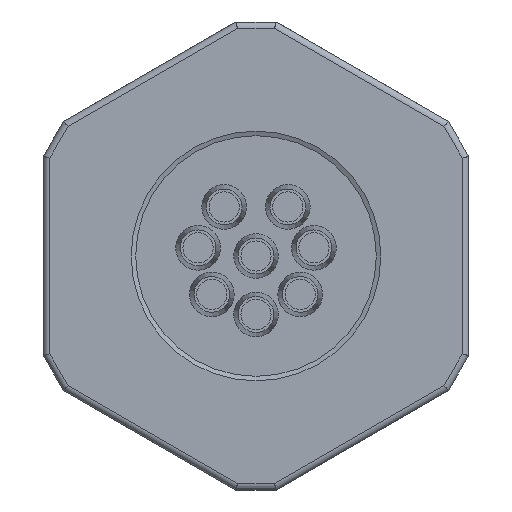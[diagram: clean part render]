
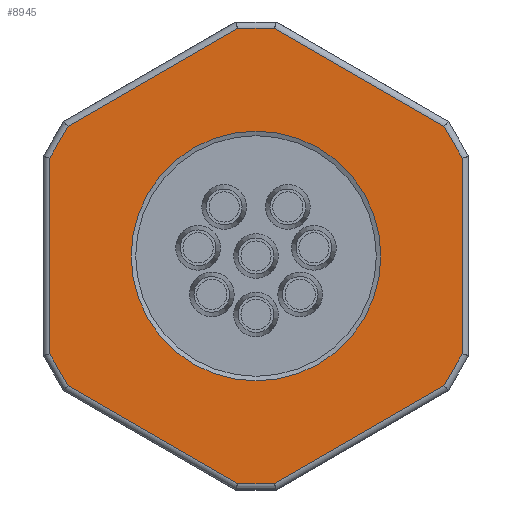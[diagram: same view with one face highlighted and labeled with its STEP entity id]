
A CAD part, left-side view. The second image highlights one B-rep face of the part: STEP entity #8945.
In plain terms, the highlighted planar face has unit normal (-1, 0, 0).
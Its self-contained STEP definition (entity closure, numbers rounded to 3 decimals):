
#571=LINE('',#19853,#1348);
#572=LINE('',#19856,#1349);
#573=LINE('',#19858,#1350);
#574=LINE('',#19860,#1351);
#575=LINE('',#19862,#1352);
#576=LINE('',#19864,#1353);
#577=LINE('',#19866,#1354);
#578=LINE('',#19868,#1355);
#579=LINE('',#19870,#1356);
#580=LINE('',#19872,#1357);
#581=LINE('',#19874,#1358);
#582=LINE('',#19876,#1359);
#1348=VECTOR('',#11271,1000.);
#1349=VECTOR('',#11272,1000.);
#1350=VECTOR('',#11273,1000.);
#1351=VECTOR('',#11274,1000.);
#1352=VECTOR('',#11275,1000.);
#1353=VECTOR('',#11276,1000.);
#1354=VECTOR('',#11277,1000.);
#1355=VECTOR('',#11278,1000.);
#1356=VECTOR('',#11279,1000.);
#1357=VECTOR('',#11280,1000.);
#1358=VECTOR('',#11281,1000.);
#1359=VECTOR('',#11282,1000.);
#2060=PLANE('',#10012);
#2934=ORIENTED_EDGE('',*,*,#5201,.T.);
#2935=ORIENTED_EDGE('',*,*,#5202,.T.);
#2936=ORIENTED_EDGE('',*,*,#5203,.T.);
#2937=ORIENTED_EDGE('',*,*,#5204,.T.);
#2938=ORIENTED_EDGE('',*,*,#5205,.T.);
#2939=ORIENTED_EDGE('',*,*,#5206,.T.);
#2940=ORIENTED_EDGE('',*,*,#5207,.T.);
#2941=ORIENTED_EDGE('',*,*,#5208,.T.);
#2942=ORIENTED_EDGE('',*,*,#5209,.T.);
#2943=ORIENTED_EDGE('',*,*,#5210,.T.);
#2944=ORIENTED_EDGE('',*,*,#5211,.T.);
#2945=ORIENTED_EDGE('',*,*,#5212,.T.);
#2946=ORIENTED_EDGE('',*,*,#5213,.T.);
#5201=EDGE_CURVE('',#6347,#6347,#7038,.T.);
#5202=EDGE_CURVE('',#6348,#6349,#571,.F.);
#5203=EDGE_CURVE('',#6349,#6350,#572,.F.);
#5204=EDGE_CURVE('',#6350,#6351,#573,.F.);
#5205=EDGE_CURVE('',#6351,#6352,#574,.F.);
#5206=EDGE_CURVE('',#6352,#6353,#575,.F.);
#5207=EDGE_CURVE('',#6353,#6354,#576,.F.);
#5208=EDGE_CURVE('',#6354,#6355,#577,.F.);
#5209=EDGE_CURVE('',#6355,#6356,#578,.F.);
#5210=EDGE_CURVE('',#6356,#6357,#579,.F.);
#5211=EDGE_CURVE('',#6357,#6358,#580,.F.);
#5212=EDGE_CURVE('',#6358,#6359,#581,.F.);
#5213=EDGE_CURVE('',#6359,#6348,#582,.F.);
#6347=VERTEX_POINT('',#19852);
#6348=VERTEX_POINT('',#19854);
#6349=VERTEX_POINT('',#19855);
#6350=VERTEX_POINT('',#19857);
#6351=VERTEX_POINT('',#19859);
#6352=VERTEX_POINT('',#19861);
#6353=VERTEX_POINT('',#19863);
#6354=VERTEX_POINT('',#19865);
#6355=VERTEX_POINT('',#19867);
#6356=VERTEX_POINT('',#19869);
#6357=VERTEX_POINT('',#19871);
#6358=VERTEX_POINT('',#19873);
#6359=VERTEX_POINT('',#19875);
#7038=CIRCLE('',#10013,5.87);
#7428=EDGE_LOOP('',(#2934));
#7429=EDGE_LOOP('',(#2935,#2936,#2937,#2938,#2939,#2940,#2941,#2942,#2943,
#2944,#2945,#2946));
#8151=FACE_BOUND('',#7428,.T.);
#8152=FACE_BOUND('',#7429,.T.);
#8945=ADVANCED_FACE('',(#8151,#8152),#2060,.F.);
#10012=AXIS2_PLACEMENT_3D('',#19850,#11267,#11268);
#10013=AXIS2_PLACEMENT_3D('',#19851,#11269,#11270);
#11267=DIRECTION('',(1.,0.,0.));
#11268=DIRECTION('',(0.,0.,-1.));
#11269=DIRECTION('',(1.,0.,0.));
#11270=DIRECTION('',(0.,0.,-1.));
#11271=DIRECTION('',(0.,0.866,-0.5));
#11272=DIRECTION('',(0.,0.5,-0.866));
#11273=DIRECTION('',(0.,0.,-1.));
#11274=DIRECTION('',(0.,-0.5,-0.866));
#11275=DIRECTION('',(0.,-0.866,-0.5));
#11276=DIRECTION('',(0.,-1.,0.));
#11277=DIRECTION('',(0.,-0.866,0.5));
#11278=DIRECTION('',(0.,-0.5,0.866));
#11279=DIRECTION('',(0.,0.,1.));
#11280=DIRECTION('',(0.,0.5,0.866));
#11281=DIRECTION('',(0.,0.866,0.5));
#11282=DIRECTION('',(0.,1.,0.));
#19850=CARTESIAN_POINT('',(-1.5,0.,0.));
#19851=CARTESIAN_POINT('',(-1.5,0.,0.));
#19852=CARTESIAN_POINT('',(-1.5,0.,-5.87));
#19853=CARTESIAN_POINT('',(-1.5,-5.35,-9.266));
#19854=CARTESIAN_POINT('',(-1.5,-4.599,-9.7));
#19855=CARTESIAN_POINT('',(-1.5,-6.101,-8.833));
#19856=CARTESIAN_POINT('',(-1.5,-8.4,-4.85));
#19857=CARTESIAN_POINT('',(-1.5,-10.7,-0.867));
#19858=CARTESIAN_POINT('',(-1.5,-10.7,0.));
#19859=CARTESIAN_POINT('',(-1.5,-10.7,0.867));
#19860=CARTESIAN_POINT('',(-1.5,-8.4,4.85));
#19861=CARTESIAN_POINT('',(-1.5,-6.101,8.833));
#19862=CARTESIAN_POINT('',(-1.5,-5.35,9.266));
#19863=CARTESIAN_POINT('',(-1.5,-4.599,9.7));
#19864=CARTESIAN_POINT('',(-1.5,0.,9.7));
#19865=CARTESIAN_POINT('',(-1.5,4.599,9.7));
#19866=CARTESIAN_POINT('',(-1.5,5.35,9.266));
#19867=CARTESIAN_POINT('',(-1.5,6.101,8.833));
#19868=CARTESIAN_POINT('',(-1.5,8.4,4.85));
#19869=CARTESIAN_POINT('',(-1.5,10.7,0.867));
#19870=CARTESIAN_POINT('',(-1.5,10.7,0.));
#19871=CARTESIAN_POINT('',(-1.5,10.7,-0.867));
#19872=CARTESIAN_POINT('',(-1.5,8.4,-4.85));
#19873=CARTESIAN_POINT('',(-1.5,6.101,-8.833));
#19874=CARTESIAN_POINT('',(-1.5,5.35,-9.266));
#19875=CARTESIAN_POINT('',(-1.5,4.599,-9.7));
#19876=CARTESIAN_POINT('',(-1.5,0.,-9.7));
